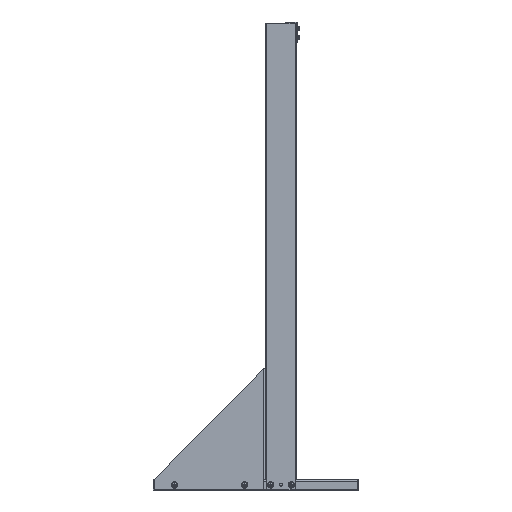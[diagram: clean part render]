
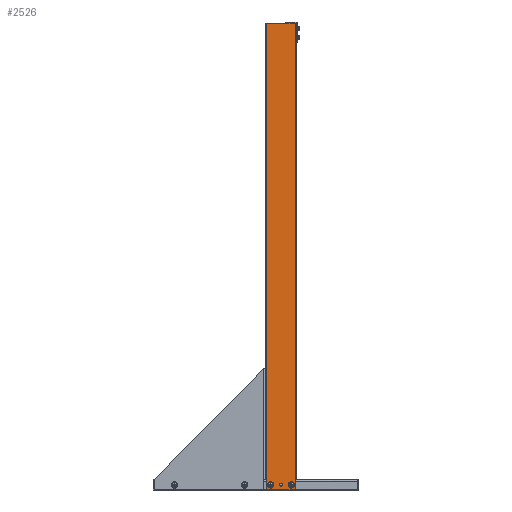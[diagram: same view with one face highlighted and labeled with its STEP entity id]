
A CAD part, left-side view. The second image highlights one B-rep face of the part: STEP entity #2526.
In plain terms, the highlighted planar face has unit normal (-1, 0, 0).
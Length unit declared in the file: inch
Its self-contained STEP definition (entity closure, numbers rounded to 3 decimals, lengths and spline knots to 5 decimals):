
#481 = ORIENTED_EDGE ( 'NONE', *, *, #2357, .T. ) ;
#943 = ORIENTED_EDGE ( 'NONE', *, *, #28582, .T. ) ;
#1030 = DIRECTION ( 'NONE',  ( 0., 0., 1. ) ) ;
#1823 = ORIENTED_EDGE ( 'NONE', *, *, #20009, .T. ) ;
#1967 = CARTESIAN_POINT ( 'NONE',  ( -10.001, -3.763, 44. ) ) ;
#2262 = CARTESIAN_POINT ( 'NONE',  ( -10.001, -3.406, -0.5 ) ) ;
#2357 = EDGE_CURVE ( 'NONE', #3393, #25330, #16229, .T. ) ;
#2526 = ADVANCED_FACE ( 'NONE', ( #8566, #17861, #27152, #8871 ), #6281, .T. ) ;
#2535 = ORIENTED_EDGE ( 'NONE', *, *, #25744, .T. ) ;
#2637 = DIRECTION ( 'NONE',  ( 1., 0., 0. ) ) ;
#2752 = VECTOR ( 'NONE', #1030, 39.37008 ) ;
#2942 = DIRECTION ( 'NONE',  ( 0., 1., 0. ) ) ;
#3252 = AXIS2_PLACEMENT_3D ( 'NONE', #15574, #27461, #8263 ) ;
#3393 = VERTEX_POINT ( 'NONE', #17065 ) ;
#4480 = EDGE_LOOP ( 'NONE', ( #2535 ) ) ;
#4981 = CARTESIAN_POINT ( 'NONE',  ( -10.001, -1.049, 44. ) ) ;
#6193 = LINE ( 'NONE', #6493, #28966 ) ;
#6281 = PLANE ( 'NONE',  #3252 ) ;
#6409 = CARTESIAN_POINT ( 'NONE',  ( -10.001, -3.763, 0. ) ) ;
#6457 = ORIENTED_EDGE ( 'NONE', *, *, #22410, .T. ) ;
#6493 = CARTESIAN_POINT ( 'NONE',  ( -10.001, -1.049, -1. ) ) ;
#6632 = DIRECTION ( 'NONE',  ( 0., 0., 1. ) ) ;
#6971 = DIRECTION ( 'NONE',  ( 1., 0., 0. ) ) ;
#7275 = CARTESIAN_POINT ( 'NONE',  ( -10.001, -3.2655, -0.5 ) ) ;
#7632 = AXIS2_PLACEMENT_3D ( 'NONE', #8968, #6971, #25698 ) ;
#8263 = DIRECTION ( 'NONE',  ( 0., -1., 0. ) ) ;
#8566 = FACE_OUTER_BOUND ( 'NONE', #10096, .T. ) ;
#8871 = FACE_BOUND ( 'NONE', #4480, .T. ) ;
#8968 = CARTESIAN_POINT ( 'NONE',  ( -10.001, -2.406, -0.5 ) ) ;
#9129 = CARTESIAN_POINT ( 'NONE',  ( -10.001, -1.049, 0. ) ) ;
#9573 = EDGE_CURVE ( 'NONE', #14992, #19688, #10336, .T. ) ;
#9675 = VECTOR ( 'NONE', #21719, 39.37008 ) ;
#9995 = CARTESIAN_POINT ( 'NONE',  ( -10.001, -3.763, -1. ) ) ;
#10091 = VERTEX_POINT ( 'NONE', #19389 ) ;
#10096 = EDGE_LOOP ( 'NONE', ( #6457, #481, #943, #22367, #26788, #18477 ) ) ;
#10336 = LINE ( 'NONE', #14895, #25890 ) ;
#10485 = CARTESIAN_POINT ( 'NONE',  ( -10.001, -3.763, -1. ) ) ;
#12412 = LINE ( 'NONE', #9995, #9675 ) ;
#14895 = CARTESIAN_POINT ( 'NONE',  ( -10.001, -1.049, -1. ) ) ;
#14919 = EDGE_CURVE ( 'NONE', #23831, #23831, #16879, .T. ) ;
#14992 = VERTEX_POINT ( 'NONE', #4981 ) ;
#15067 = CARTESIAN_POINT ( 'NONE',  ( -10.001, -1.049, -1. ) ) ;
#15574 = CARTESIAN_POINT ( 'NONE',  ( -10.001, -3.763, -1. ) ) ;
#15884 = VECTOR ( 'NONE', #6632, 39.37008 ) ;
#16130 = AXIS2_PLACEMENT_3D ( 'NONE', #26084, #2637, #2942 ) ;
#16229 = LINE ( 'NONE', #27968, #15884 ) ;
#16879 = CIRCLE ( 'NONE', #7632, 0.1405 ) ;
#17065 = CARTESIAN_POINT ( 'NONE',  ( -10.001, -3.763, -1. ) ) ;
#17861 = FACE_BOUND ( 'NONE', #27172, .T. ) ;
#18477 = ORIENTED_EDGE ( 'NONE', *, *, #27443, .T. ) ;
#19389 = CARTESIAN_POINT ( 'NONE',  ( -10.001, -1.2655, -0.5 ) ) ;
#19449 = EDGE_CURVE ( 'NONE', #30108, #14992, #24973, .T. ) ;
#19688 = VERTEX_POINT ( 'NONE', #9129 ) ;
#19782 = DIRECTION ( 'NONE',  ( 0., 0., -1. ) ) ;
#20009 = EDGE_CURVE ( 'NONE', #10091, #10091, #21952, .T. ) ;
#20259 = DIRECTION ( 'NONE',  ( 1., 0., 0. ) ) ;
#20562 = DIRECTION ( 'NONE',  ( 0., 1., 0. ) ) ;
#21018 = VERTEX_POINT ( 'NONE', #7275 ) ;
#21548 = CARTESIAN_POINT ( 'NONE',  ( -10.001, -3.763, 44. ) ) ;
#21719 = DIRECTION ( 'NONE',  ( 0., -1., 0. ) ) ;
#21952 = CIRCLE ( 'NONE', #16130, 0.1405 ) ;
#22367 = ORIENTED_EDGE ( 'NONE', *, *, #19449, .T. ) ;
#22410 = EDGE_CURVE ( 'NONE', #24544, #3393, #12412, .T. ) ;
#23831 = VERTEX_POINT ( 'NONE', #26261 ) ;
#24544 = VERTEX_POINT ( 'NONE', #15067 ) ;
#24973 = LINE ( 'NONE', #1967, #29231 ) ;
#25000 = CIRCLE ( 'NONE', #25537, 0.1405 ) ;
#25330 = VERTEX_POINT ( 'NONE', #6409 ) ;
#25537 = AXIS2_PLACEMENT_3D ( 'NONE', #2262, #20259, #20562 ) ;
#25698 = DIRECTION ( 'NONE',  ( 0., 1., 0. ) ) ;
#25744 = EDGE_CURVE ( 'NONE', #21018, #21018, #25000, .T. ) ;
#25890 = VECTOR ( 'NONE', #19782, 39.37008 ) ;
#26084 = CARTESIAN_POINT ( 'NONE',  ( -10.001, -1.406, -0.5 ) ) ;
#26261 = CARTESIAN_POINT ( 'NONE',  ( -10.001, -2.2655, -0.5 ) ) ;
#26623 = LINE ( 'NONE', #10485, #2752 ) ;
#26788 = ORIENTED_EDGE ( 'NONE', *, *, #9573, .T. ) ;
#27152 = FACE_BOUND ( 'NONE', #29792, .T. ) ;
#27172 = EDGE_LOOP ( 'NONE', ( #1823 ) ) ;
#27259 = DIRECTION ( 'NONE',  ( 0., 1., 0. ) ) ;
#27443 = EDGE_CURVE ( 'NONE', #19688, #24544, #6193, .T. ) ;
#27461 = DIRECTION ( 'NONE',  ( -1., 0., 0. ) ) ;
#27588 = ORIENTED_EDGE ( 'NONE', *, *, #14919, .T. ) ;
#27968 = CARTESIAN_POINT ( 'NONE',  ( -10.001, -3.763, -1. ) ) ;
#28582 = EDGE_CURVE ( 'NONE', #25330, #30108, #26623, .T. ) ;
#28966 = VECTOR ( 'NONE', #29975, 39.37008 ) ;
#29231 = VECTOR ( 'NONE', #27259, 39.37008 ) ;
#29792 = EDGE_LOOP ( 'NONE', ( #27588 ) ) ;
#29975 = DIRECTION ( 'NONE',  ( 0., 0., -1. ) ) ;
#30108 = VERTEX_POINT ( 'NONE', #21548 ) ;
